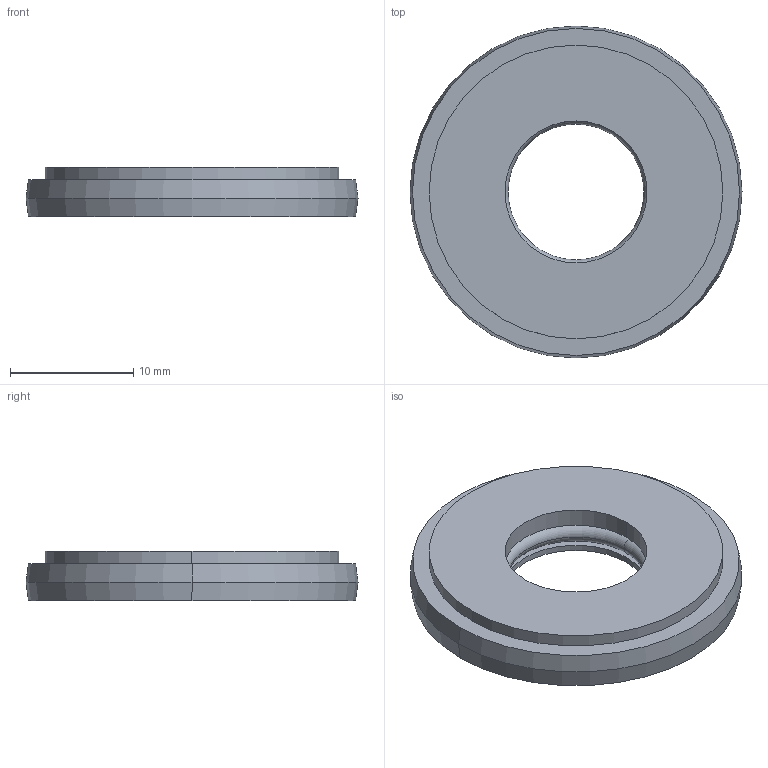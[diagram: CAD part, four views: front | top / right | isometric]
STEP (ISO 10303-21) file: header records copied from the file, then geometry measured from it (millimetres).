
FILE_DESCRIPTION (( 'STEP AP203' ), '1' );
FILE_NAME ('STP-5297-2032-011.5-0(08532-11.5).STEP', '2022-07-25T06:25:46', ( '' ), ( '' ), 'SwSTEP 2.0', 'SolidWorks 2017', '' );
FILE_SCHEMA (( 'CONFIG_CONTROL_DESIGN' ));
Length unit declared in the file: millimetre
Products named in the file (1): STP-5297-2032-011.5-0(08532-11.5)
Bounding box: 26.9 x 26.9 x 4 mm (x, y, z)
Volume: 1656 mm3; surface area: 1694.9 mm2
Topology: 2 solids, 2 shells, 21 faces, 42 edges, 26 vertices
Faces by surface type: cylinder 8, plane 5, cone 4, torus 4
Entity records: 641 total; most frequent: DIRECTION 116, CARTESIAN_POINT 90, ORIENTED_EDGE 84, AXIS2_PLACEMENT_3D 52, EDGE_CURVE 42, CIRCLE 30, VERTEX_POINT 26, EDGE_LOOP 26
